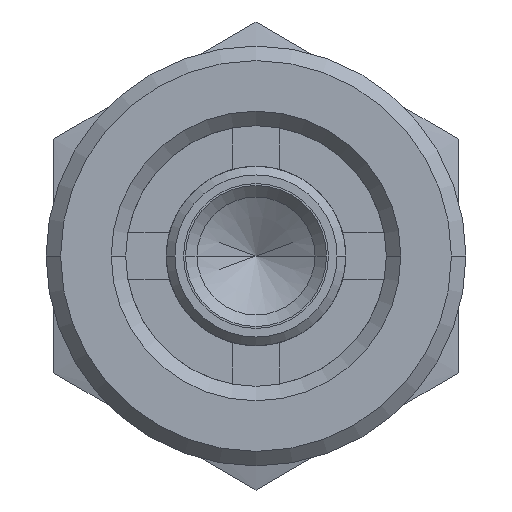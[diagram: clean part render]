
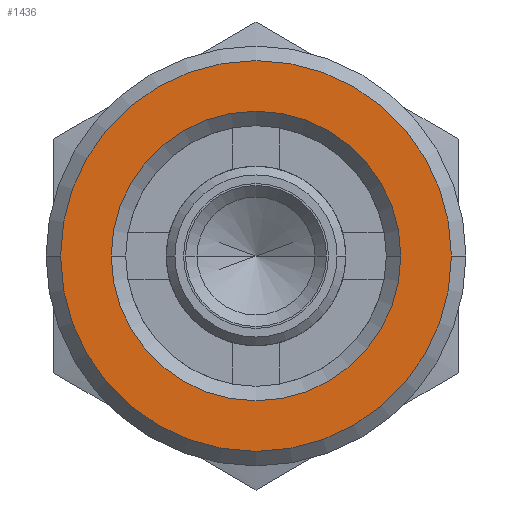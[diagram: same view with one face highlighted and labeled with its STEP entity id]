
A CAD part, left-side view. The second image highlights one B-rep face of the part: STEP entity #1436.
In plain terms, the highlighted planar face has unit normal (-1, 0, 0).
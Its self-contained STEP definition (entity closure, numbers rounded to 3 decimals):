
#348=CARTESIAN_POINT('',(0.,0.,0.));
#349=DIRECTION('',(-1.,0.,0.));
#350=DIRECTION('',(0.,1.,0.));
#351=AXIS2_PLACEMENT_3D('',#348,#349,#350);
#366=CARTESIAN_POINT('',(0.,0.,0.));
#367=DIRECTION('',(-1.,0.,0.));
#368=DIRECTION('',(0.,1.,0.));
#369=AXIS2_PLACEMENT_3D('',#366,#367,#368);
#384=CARTESIAN_POINT('',(0.,0.,0.));
#385=DIRECTION('',(1.,0.,0.));
#386=DIRECTION('',(0.,1.,0.));
#387=AXIS2_PLACEMENT_3D('',#384,#385,#386);
#566=CARTESIAN_POINT('',(0.,0.,0.));
#567=DIRECTION('',(-1.,0.,0.));
#568=DIRECTION('',(0.,-1.,0.));
#569=AXIS2_PLACEMENT_3D('',#566,#567,#568);
#672=CARTESIAN_POINT('',(0.,6.75,0.));
#673=CARTESIAN_POINT('',(0.,-6.75,0.));
#674=VERTEX_POINT('',#672);
#675=VERTEX_POINT('',#673);
#680=CARTESIAN_POINT('',(0.,-5.,0.));
#681=CARTESIAN_POINT('',(0.,5.,0.));
#682=VERTEX_POINT('',#680);
#683=VERTEX_POINT('',#681);
#1420=CARTESIAN_POINT('',(0.,0.,0.));
#1421=DIRECTION('',(1.,0.,0.));
#1422=DIRECTION('',(0.,-1.,0.));
#1423=AXIS2_PLACEMENT_3D('',#1420,#1421,#1422);
#1424=PLANE('',#1423);
#1426=ORIENTED_EDGE('',*,*,#1425,.F.);
#1428=ORIENTED_EDGE('',*,*,#1427,.T.);
#1429=EDGE_LOOP('',(#1426,#1428));
#1430=FACE_OUTER_BOUND('',#1429,.F.);
#1431=ORIENTED_EDGE('',*,*,#1403,.T.);
#1433=ORIENTED_EDGE('',*,*,#1432,.T.);
#1434=EDGE_LOOP('',(#1431,#1433));
#1435=FACE_BOUND('',#1434,.F.);
#1436=ADVANCED_FACE('',(#1430,#1435),#1424,.F.);
#352=CIRCLE('',#351,5.);
#370=CIRCLE('',#369,6.75);
#388=CIRCLE('',#387,6.75);
#570=CIRCLE('',#569,5.);
#1403=EDGE_CURVE('',#683,#682,#352,.T.);
#1425=EDGE_CURVE('',#674,#675,#370,.T.);
#1427=EDGE_CURVE('',#674,#675,#388,.T.);
#1432=EDGE_CURVE('',#682,#683,#570,.T.);
